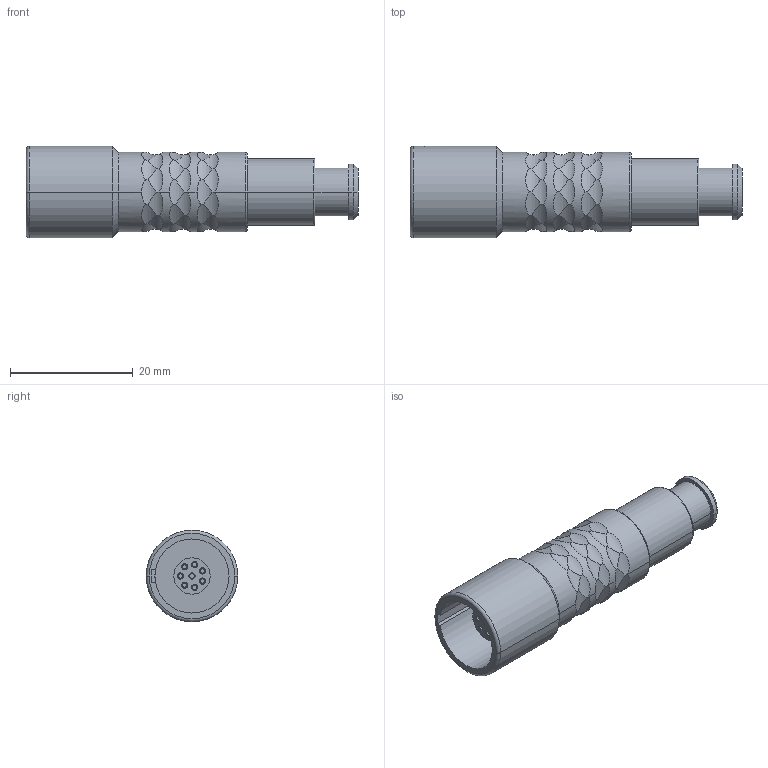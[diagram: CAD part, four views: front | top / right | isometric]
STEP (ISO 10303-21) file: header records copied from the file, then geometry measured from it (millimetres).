
FILE_DESCRIPTION((''),'2;1');
FILE_NAME('K21K0C-P08L','2013-01-22T',('rtrager'),(''),'PRO/ENGINEER BY PARAMETRIC TECHNOLOGY CORPORATION, 2010330','PRO/ENGINEER BY PARAMETRIC TECHNOLOGY CORPORATION, 2010330','');
FILE_SCHEMA(('CONFIG_CONTROL_DESIGN'));
Length unit declared in the file: millimetre
Products named in the file (1): K21K0C-P08L
Bounding box: 54 x 14.9 x 14.9 mm (x, y, z)
Volume: 4416.6 mm3; surface area: 3978.1 mm2
Topology: 1 solids, 1 shells, 236 faces, 588 edges, 378 vertices
Faces by surface type: cylinder 151, plane 44, cone 20, torus 13, bspline 8
Entity records: 8506 total; most frequent: CARTESIAN_POINT 3142, ORIENTED_EDGE 1176, DIRECTION 1010, EDGE_CURVE 588, AXIS2_PLACEMENT_3D 424, VERTEX_POINT 378, EDGE_LOOP 260, FACE_OUTER_BOUND 236
